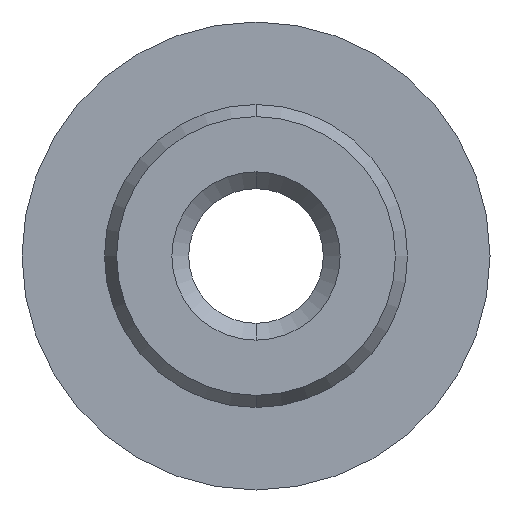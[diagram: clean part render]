
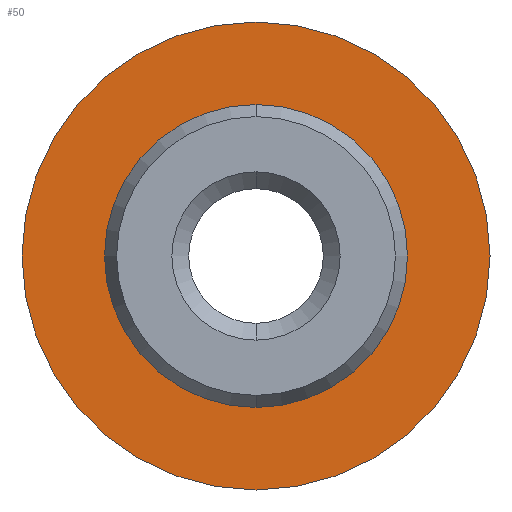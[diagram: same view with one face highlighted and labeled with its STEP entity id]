
A CAD part, front view. The second image highlights one B-rep face of the part: STEP entity #50.
In plain terms, the highlighted planar face has unit normal (0, -1, 0).
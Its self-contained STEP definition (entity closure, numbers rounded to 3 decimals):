
#3 = DIRECTION ( 'NONE',  ( 0., 1., 0. ) ) ;
#6 = CARTESIAN_POINT ( 'NONE',  ( 0., 0., 0. ) ) ;
#13 = EDGE_CURVE ( 'NONE', #279, #100, #330, .T. ) ;
#24 = ORIENTED_EDGE ( 'NONE', *, *, #274, .T. ) ;
#43 = DIRECTION ( 'NONE',  ( 0., 1., 0. ) ) ;
#45 = CARTESIAN_POINT ( 'NONE',  ( 0., 0., 0. ) ) ;
#46 = CIRCLE ( 'NONE', #95, 1.8 ) ;
#47 = VERTEX_POINT ( 'NONE', #496 ) ;
#50 = ADVANCED_FACE ( 'NONE', ( #347, #88 ), #123, .F. ) ;
#54 = DIRECTION ( 'NONE',  ( 0., 0., 1. ) ) ;
#55 = AXIS2_PLACEMENT_3D ( 'NONE', #6, #3, #449 ) ;
#58 = EDGE_CURVE ( 'NONE', #100, #279, #205, .T. ) ;
#88 = FACE_BOUND ( 'NONE', #321, .T. ) ;
#90 = ORIENTED_EDGE ( 'NONE', *, *, #132, .T. ) ;
#92 = CARTESIAN_POINT ( 'NONE',  ( 0., 0., 1.8 ) ) ;
#95 = AXIS2_PLACEMENT_3D ( 'NONE', #171, #43, #209 ) ;
#100 = VERTEX_POINT ( 'NONE', #211 ) ;
#122 = DIRECTION ( 'NONE',  ( 0., 1., 0. ) ) ;
#123 = PLANE ( 'NONE',  #270 ) ;
#126 = DIRECTION ( 'NONE',  ( 0., 1., 0. ) ) ;
#131 = DIRECTION ( 'NONE',  ( 0., 1., 0. ) ) ;
#132 = EDGE_CURVE ( 'NONE', #191, #47, #46, .T. ) ;
#171 = CARTESIAN_POINT ( 'NONE',  ( 0., 0., 0. ) ) ;
#191 = VERTEX_POINT ( 'NONE', #92 ) ;
#205 = CIRCLE ( 'NONE', #335, 2.78 ) ;
#209 = DIRECTION ( 'NONE',  ( 0., 0., 1. ) ) ;
#211 = CARTESIAN_POINT ( 'NONE',  ( 0., 0., -2.78 ) ) ;
#231 = EDGE_LOOP ( 'NONE', ( #428, #317 ) ) ;
#270 = AXIS2_PLACEMENT_3D ( 'NONE', #337, #122, #504 ) ;
#274 = EDGE_CURVE ( 'NONE', #47, #191, #503, .T. ) ;
#279 = VERTEX_POINT ( 'NONE', #391 ) ;
#317 = ORIENTED_EDGE ( 'NONE', *, *, #58, .F. ) ;
#321 = EDGE_LOOP ( 'NONE', ( #90, #24 ) ) ;
#330 = CIRCLE ( 'NONE', #55, 2.78 ) ;
#335 = AXIS2_PLACEMENT_3D ( 'NONE', #45, #126, #345 ) ;
#337 = CARTESIAN_POINT ( 'NONE',  ( 1.8, 0., 0. ) ) ;
#345 = DIRECTION ( 'NONE',  ( 0., 0., 1. ) ) ;
#347 = FACE_OUTER_BOUND ( 'NONE', #231, .T. ) ;
#363 = AXIS2_PLACEMENT_3D ( 'NONE', #429, #131, #54 ) ;
#391 = CARTESIAN_POINT ( 'NONE',  ( 0., 0., 2.78 ) ) ;
#428 = ORIENTED_EDGE ( 'NONE', *, *, #13, .F. ) ;
#429 = CARTESIAN_POINT ( 'NONE',  ( 0., 0., 0. ) ) ;
#449 = DIRECTION ( 'NONE',  ( 0., 0., 1. ) ) ;
#496 = CARTESIAN_POINT ( 'NONE',  ( 0., 0., -1.8 ) ) ;
#503 = CIRCLE ( 'NONE', #363, 1.8 ) ;
#504 = DIRECTION ( 'NONE',  ( 0., 0., 1. ) ) ;
